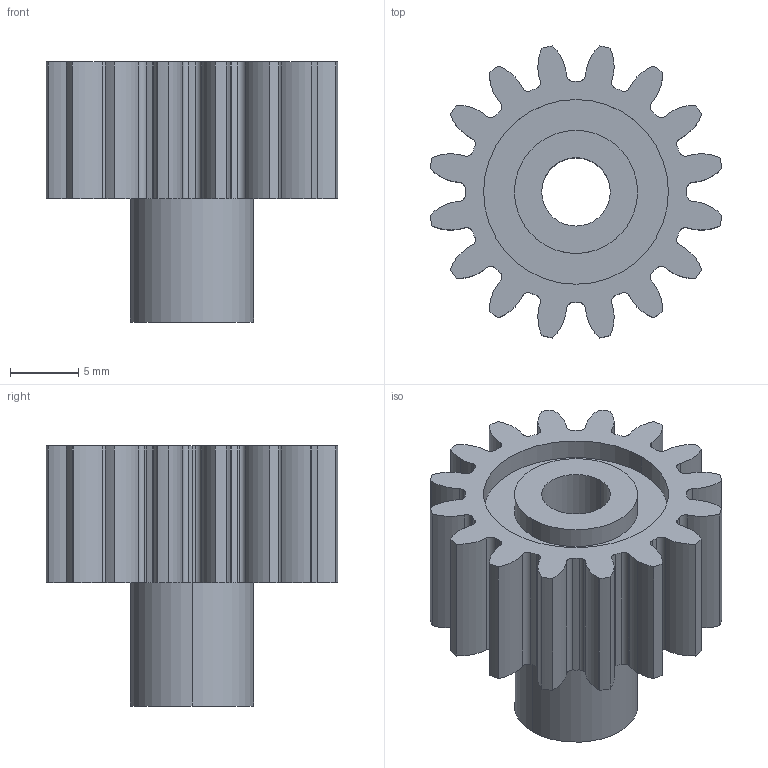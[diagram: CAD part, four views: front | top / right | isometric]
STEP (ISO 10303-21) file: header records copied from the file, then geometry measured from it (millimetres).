
FILE_DESCRIPTION (( 'STEP AP214' ), '1' );
FILE_NAME ('119-012-016.step', '2010-07-19T15:30:42', ( 'WMH Herion Antriebstechnik GmbH' ), ( 'WMH Herion Antriebstechnik GmbH' ), 'SwSTEP 2.0', 'SolidWorks 2010', '' );
FILE_SCHEMA (( 'AUTOMOTIVE_DESIGN' ));
Length unit declared in the file: millimetre
Products named in the file (1): 119-012-016
Bounding box: 21.33 x 21.33 x 19 mm (x, y, z)
Volume: 2785.3 mm3; surface area: 2490 mm2
Topology: 1 solids, 1 shells, 125 faces, 357 edges, 238 vertices
Faces by surface type: cylinder 119, plane 6
Entity records: 4267 total; most frequent: DIRECTION 847, CARTESIAN_POINT 721, ORIENTED_EDGE 714, AXIS2_PLACEMENT_3D 364, EDGE_CURVE 357, VERTEX_POINT 238, CIRCLE 238, EDGE_LOOP 131
